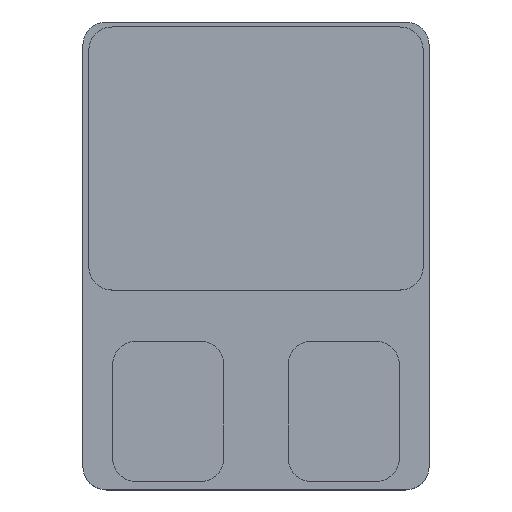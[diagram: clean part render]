
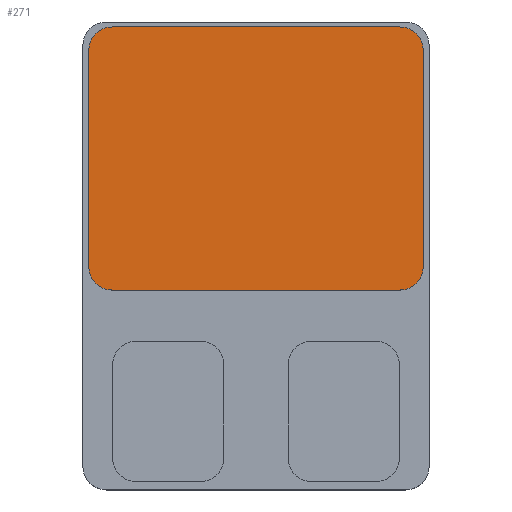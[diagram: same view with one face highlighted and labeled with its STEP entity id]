
A CAD part, top view. The second image highlights one B-rep face of the part: STEP entity #271.
In plain terms, the highlighted planar face has unit normal (0, 0, 1).
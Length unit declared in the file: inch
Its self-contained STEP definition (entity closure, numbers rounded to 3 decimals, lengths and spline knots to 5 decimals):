
#82 = DIRECTION ( 'NONE',  ( 0., 1., 0. ) ) ;
#271 = ADVANCED_FACE ( 'NONE', ( #6519 ), #771, .T. ) ;
#556 = DIRECTION ( 'NONE',  ( 0., 0., 1. ) ) ;
#771 = PLANE ( 'NONE',  #1821 ) ;
#813 = DIRECTION ( 'NONE',  ( 0., 0., 1. ) ) ;
#866 = VECTOR ( 'NONE', #1267, 39.37008 ) ;
#880 = VERTEX_POINT ( 'NONE', #4803 ) ;
#906 = DIRECTION ( 'NONE',  ( 0., -1., 0. ) ) ;
#1038 = EDGE_CURVE ( 'NONE', #6902, #1220, #7871, .T. ) ;
#1122 = DIRECTION ( 'NONE',  ( 1., 0., 0. ) ) ;
#1168 = AXIS2_PLACEMENT_3D ( 'NONE', #2545, #556, #6891 ) ;
#1220 = VERTEX_POINT ( 'NONE', #2223 ) ;
#1267 = DIRECTION ( 'NONE',  ( 1., 0., 0. ) ) ;
#1374 = EDGE_CURVE ( 'NONE', #5413, #6902, #7560, .T. ) ;
#1435 = VERTEX_POINT ( 'NONE', #5641 ) ;
#1455 = AXIS2_PLACEMENT_3D ( 'NONE', #2964, #4859, #6888 ) ;
#1821 = AXIS2_PLACEMENT_3D ( 'NONE', #3259, #813, #3799 ) ;
#2089 = EDGE_CURVE ( 'NONE', #880, #2463, #3820, .T. ) ;
#2223 = CARTESIAN_POINT ( 'NONE',  ( 0.005, -0.20923, 0.107 ) ) ;
#2372 = LINE ( 'NONE', #6103, #866 ) ;
#2463 = VERTEX_POINT ( 'NONE', #3761 ) ;
#2540 = CIRCLE ( 'NONE', #3742, 0.02 ) ;
#2545 = CARTESIAN_POINT ( 'NONE',  ( 0.025, -0.02423, 0.107 ) ) ;
#2604 = ORIENTED_EDGE ( 'NONE', *, *, #3314, .T. ) ;
#2625 = EDGE_CURVE ( 'NONE', #1220, #1435, #3576, .T. ) ;
#2683 = CARTESIAN_POINT ( 'NONE',  ( 0.005, -0.00423, 0.107 ) ) ;
#2740 = VERTEX_POINT ( 'NONE', #6346 ) ;
#2816 = AXIS2_PLACEMENT_3D ( 'NONE', #3245, #5088, #4496 ) ;
#2846 = VECTOR ( 'NONE', #8161, 39.37008 ) ;
#2964 = CARTESIAN_POINT ( 'NONE',  ( 0.025, -0.20923, 0.107 ) ) ;
#3100 = EDGE_CURVE ( 'NONE', #2463, #5520, #6415, .T. ) ;
#3175 = VECTOR ( 'NONE', #82, 39.37008 ) ;
#3245 = CARTESIAN_POINT ( 'NONE',  ( 0.271, -0.02423, 0.107 ) ) ;
#3259 = CARTESIAN_POINT ( 'NONE',  ( 0., 0., 0.107 ) ) ;
#3278 = CARTESIAN_POINT ( 'NONE',  ( 0.291, -0.00423, 0.107 ) ) ;
#3314 = EDGE_CURVE ( 'NONE', #2740, #880, #2540, .T. ) ;
#3429 = EDGE_CURVE ( 'NONE', #5520, #5413, #5618, .T. ) ;
#3430 = ORIENTED_EDGE ( 'NONE', *, *, #3429, .T. ) ;
#3576 = CIRCLE ( 'NONE', #1455, 0.02 ) ;
#3656 = ORIENTED_EDGE ( 'NONE', *, *, #2089, .T. ) ;
#3742 = AXIS2_PLACEMENT_3D ( 'NONE', #4910, #4278, #1122 ) ;
#3745 = EDGE_CURVE ( 'NONE', #1435, #2740, #2372, .T. ) ;
#3761 = CARTESIAN_POINT ( 'NONE',  ( 0.291, -0.02423, 0.107 ) ) ;
#3799 = DIRECTION ( 'NONE',  ( 1., 0., 0. ) ) ;
#3820 = LINE ( 'NONE', #3278, #3175 ) ;
#4278 = DIRECTION ( 'NONE',  ( 0., 0., 1. ) ) ;
#4286 = ORIENTED_EDGE ( 'NONE', *, *, #1374, .T. ) ;
#4496 = DIRECTION ( 'NONE',  ( 1., 0., 0. ) ) ;
#4503 = ORIENTED_EDGE ( 'NONE', *, *, #1038, .T. ) ;
#4539 = CARTESIAN_POINT ( 'NONE',  ( 0.271, -0.00423, 0.107 ) ) ;
#4803 = CARTESIAN_POINT ( 'NONE',  ( 0.291, -0.20923, 0.107 ) ) ;
#4859 = DIRECTION ( 'NONE',  ( 0., 0., 1. ) ) ;
#4910 = CARTESIAN_POINT ( 'NONE',  ( 0.271, -0.20923, 0.107 ) ) ;
#5088 = DIRECTION ( 'NONE',  ( 0., 0., 1. ) ) ;
#5265 = CARTESIAN_POINT ( 'NONE',  ( 0.025, -0.00423, 0.107 ) ) ;
#5282 = ORIENTED_EDGE ( 'NONE', *, *, #3745, .T. ) ;
#5394 = ORIENTED_EDGE ( 'NONE', *, *, #3100, .T. ) ;
#5413 = VERTEX_POINT ( 'NONE', #5265 ) ;
#5520 = VERTEX_POINT ( 'NONE', #4539 ) ;
#5618 = LINE ( 'NONE', #6485, #2846 ) ;
#5641 = CARTESIAN_POINT ( 'NONE',  ( 0.025, -0.22923, 0.107 ) ) ;
#6103 = CARTESIAN_POINT ( 'NONE',  ( 0.005, -0.22923, 0.107 ) ) ;
#6346 = CARTESIAN_POINT ( 'NONE',  ( 0.271, -0.22923, 0.107 ) ) ;
#6415 = CIRCLE ( 'NONE', #2816, 0.02 ) ;
#6485 = CARTESIAN_POINT ( 'NONE',  ( 0.005, -0.00423, 0.107 ) ) ;
#6519 = FACE_OUTER_BOUND ( 'NONE', #6658, .T. ) ;
#6658 = EDGE_LOOP ( 'NONE', ( #3430, #4286, #4503, #6961, #5282, #2604, #3656, #5394 ) ) ;
#6888 = DIRECTION ( 'NONE',  ( 1., 0., 0. ) ) ;
#6891 = DIRECTION ( 'NONE',  ( 1., 0., 0. ) ) ;
#6902 = VERTEX_POINT ( 'NONE', #7121 ) ;
#6961 = ORIENTED_EDGE ( 'NONE', *, *, #2625, .T. ) ;
#7121 = CARTESIAN_POINT ( 'NONE',  ( 0.005, -0.02423, 0.107 ) ) ;
#7560 = CIRCLE ( 'NONE', #1168, 0.02 ) ;
#7871 = LINE ( 'NONE', #2683, #7999 ) ;
#7999 = VECTOR ( 'NONE', #906, 39.37008 ) ;
#8161 = DIRECTION ( 'NONE',  ( -1., 0., 0. ) ) ;
